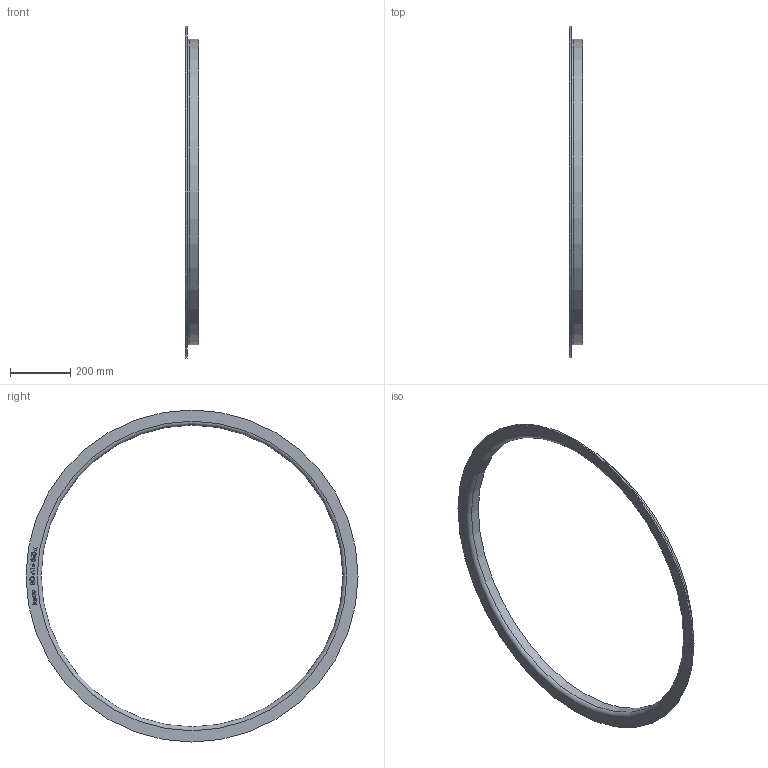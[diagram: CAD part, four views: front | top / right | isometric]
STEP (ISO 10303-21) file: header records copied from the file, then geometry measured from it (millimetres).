
FILE_DESCRIPTION (( 'STEP AP214' ), '1' );
FILE_NAME ('BÖ-A16-060-x Vorschweissbördel 2012.STEP', '2020-12-08T11:46:10', ( '' ), ( '' ), 'SwSTEP 2.0', 'SolidWorks 2019', '' );
FILE_SCHEMA (( 'AUTOMOTIVE_DESIGN' ));
Length unit declared in the file: millimetre
Products named in the file (1): BÖ-A16-060-x Vorschweissbördel 2012
Bounding box: 45 x 1105 x 1105 mm (x, y, z)
Volume: 1664856.1 mm3; surface area: 594781.2 mm2
Topology: 1 solids, 1 shells, 201 faces, 508 edges, 338 vertices
Faces by surface type: plane 100, bspline 96, cylinder 3, torus 2
Full cylindrical faces by diameter (mm): 1004 x1, 1016 x1, 1105 x1
Entity records: 13556 total; most frequent: CARTESIAN_POINT 7331, ORIENTED_EDGE 1006, DIRECTION 531, EDGE_CURVE 503, VERTEX_POINT 338, LINE 303, VECTOR 303, EDGE_LOOP 237
